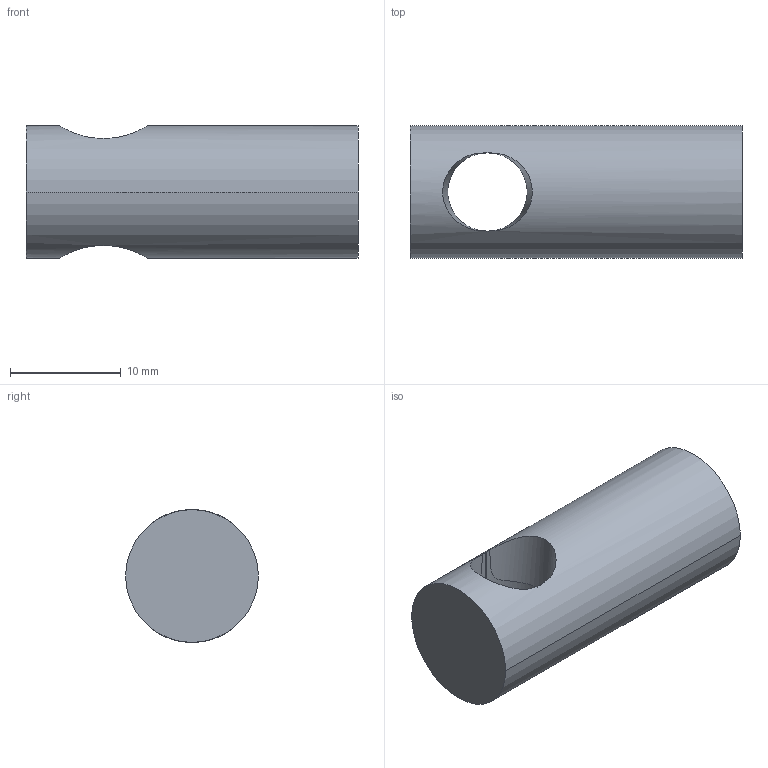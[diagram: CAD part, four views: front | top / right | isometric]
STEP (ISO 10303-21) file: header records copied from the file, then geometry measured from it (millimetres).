
FILE_DESCRIPTION(('CATIA V5 STEP Exchange'),'2;1');
FILE_NAME('Eprouvette derisquage percage.stp','2022-01-25T00:41:44+00:00',('none'),('none'),'CATIA Version 5 Release 19 SP 2 (IN-10)','CATIA V5 STEP AP203','none');
FILE_SCHEMA(('CONFIG_CONTROL_DESIGN'));
Length unit declared in the file: millimetre
Products named in the file (1): Part2
Bounding box: 30 x 12 x 12 mm (x, y, z)
Volume: 2906.4 mm3; surface area: 1510.5 mm2
Topology: 1 solids, 1 shells, 12 faces, 32 edges, 24 vertices
Faces by surface type: cylinder 8, plane 4
Entity records: 630 total; most frequent: CARTESIAN_POINT 322, ORIENTED_EDGE 60, DIRECTION 34, EDGE_CURVE 30, VERTEX_POINT 20, B_SPLINE_CURVE_WITH_KNOTS 16, AXIS2_PLACEMENT_3D 14, EDGE_LOOP 14
